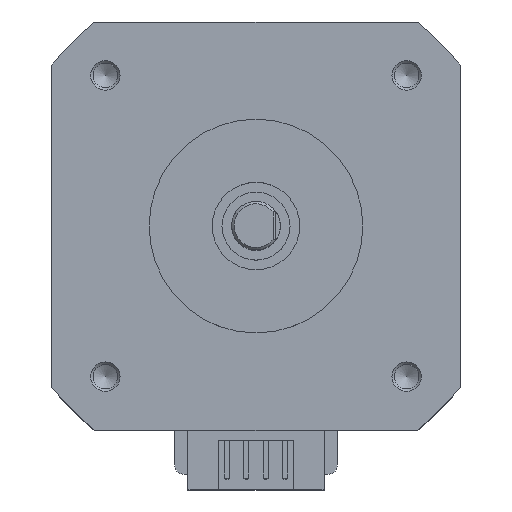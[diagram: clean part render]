
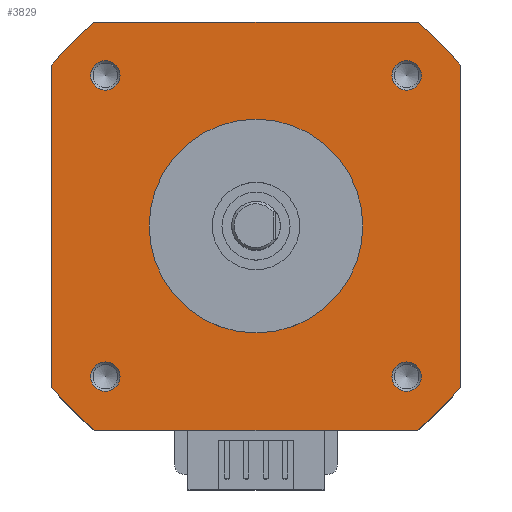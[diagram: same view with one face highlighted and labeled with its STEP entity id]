
A CAD part, top view. The second image highlights one B-rep face of the part: STEP entity #3829.
In plain terms, the highlighted planar face has unit normal (0, 0, 1).
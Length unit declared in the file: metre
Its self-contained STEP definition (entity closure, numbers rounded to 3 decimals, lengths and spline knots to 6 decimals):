
#247=LINE('',#6070,#622);
#262=LINE('',#6107,#637);
#273=LINE('',#6133,#648);
#435=LINE('',#6874,#810);
#622=VECTOR('',#5072,1.);
#637=VECTOR('',#5099,1.);
#648=VECTOR('',#5118,1.);
#810=VECTOR('',#5662,1.);
#1576=ORIENTED_EDGE('',*,*,#2335,.F.);
#1577=ORIENTED_EDGE('',*,*,#2331,.F.);
#1578=ORIENTED_EDGE('',*,*,#2069,.T.);
#1579=ORIENTED_EDGE('',*,*,#2329,.F.);
#1580=ORIENTED_EDGE('',*,*,#2333,.F.);
#1581=ORIENTED_EDGE('',*,*,#2025,.T.);
#1582=ORIENTED_EDGE('',*,*,#2067,.T.);
#1583=ORIENTED_EDGE('',*,*,#2056,.T.);
#1584=ORIENTED_EDGE('',*,*,#2053,.T.);
#1585=ORIENTED_EDGE('',*,*,#2043,.T.);
#1586=ORIENTED_EDGE('',*,*,#2040,.T.);
#1587=ORIENTED_EDGE('',*,*,#2336,.T.);
#1588=ORIENTED_EDGE('',*,*,#2037,.T.);
#2025=EDGE_CURVE('',#2538,#2539,#247,.T.);
#2037=EDGE_CURVE('',#2550,#2538,#2887,.T.);
#2040=EDGE_CURVE('',#2552,#2553,#2889,.T.);
#2043=EDGE_CURVE('',#2554,#2552,#262,.T.);
#2053=EDGE_CURVE('',#2563,#2554,#2890,.T.);
#2056=EDGE_CURVE('',#2565,#2563,#273,.T.);
#2067=EDGE_CURVE('',#2539,#2565,#2892,.T.);
#2069=EDGE_CURVE('',#2575,#2575,#2894,.T.);
#2329=EDGE_CURVE('',#2754,#2754,#2955,.T.);
#2331=EDGE_CURVE('',#2756,#2756,#2957,.T.);
#2333=EDGE_CURVE('',#2758,#2758,#2959,.T.);
#2335=EDGE_CURVE('',#2760,#2760,#2961,.T.);
#2336=EDGE_CURVE('',#2553,#2550,#435,.T.);
#2538=VERTEX_POINT('',#6071);
#2539=VERTEX_POINT('',#6072);
#2550=VERTEX_POINT('',#6096);
#2552=VERTEX_POINT('',#6102);
#2553=VERTEX_POINT('',#6103);
#2554=VERTEX_POINT('',#6108);
#2563=VERTEX_POINT('',#6128);
#2565=VERTEX_POINT('',#6134);
#2575=VERTEX_POINT('',#6159);
#2754=VERTEX_POINT('',#6855);
#2756=VERTEX_POINT('',#6861);
#2758=VERTEX_POINT('',#6867);
#2760=VERTEX_POINT('',#6873);
#2887=CIRCLE('',#4754,0.02675);
#2889=CIRCLE('',#4757,0.02675);
#2890=CIRCLE('',#4760,0.02675);
#2892=CIRCLE('',#4764,0.02675);
#2894=CIRCLE('',#4767,0.011);
#2955=CIRCLE('',#4941,0.001515);
#2957=CIRCLE('',#4945,0.001515);
#2959=CIRCLE('',#4949,0.001515);
#2961=CIRCLE('',#4953,0.001515);
#3127=EDGE_LOOP('',(#1576));
#3128=EDGE_LOOP('',(#1577));
#3129=EDGE_LOOP('',(#1578));
#3130=EDGE_LOOP('',(#1579));
#3131=EDGE_LOOP('',(#1580));
#3132=EDGE_LOOP('',(#1581,#1582,#1583,#1584,#1585,#1586,#1587,#1588));
#3405=FACE_BOUND('',#3127,.T.);
#3406=FACE_BOUND('',#3128,.T.);
#3407=FACE_BOUND('',#3129,.T.);
#3408=FACE_BOUND('',#3130,.T.);
#3409=FACE_BOUND('',#3131,.T.);
#3410=FACE_BOUND('',#3132,.T.);
#3615=PLANE('',#4952);
#3829=ADVANCED_FACE('',(#3405,#3406,#3407,#3408,#3409,#3410),#3615,.T.);
#4754=AXIS2_PLACEMENT_3D('',#6095,#5086,#5087);
#4757=AXIS2_PLACEMENT_3D('',#6101,#5093,#5094);
#4760=AXIS2_PLACEMENT_3D('',#6127,#5111,#5112);
#4764=AXIS2_PLACEMENT_3D('',#6155,#5131,#5132);
#4767=AXIS2_PLACEMENT_3D('',#6158,#5137,#5138);
#4941=AXIS2_PLACEMENT_3D('',#6854,#5636,#5637);
#4945=AXIS2_PLACEMENT_3D('',#6860,#5644,#5645);
#4949=AXIS2_PLACEMENT_3D('',#6866,#5652,#5653);
#4952=AXIS2_PLACEMENT_3D('',#6871,#5658,#5659);
#4953=AXIS2_PLACEMENT_3D('',#6872,#5660,#5661);
#5072=DIRECTION('',(0.,1.,0.));
#5086=DIRECTION('',(0.,0.,1.));
#5087=DIRECTION('',(1.,0.,0.));
#5093=DIRECTION('',(0.,0.,1.));
#5094=DIRECTION('',(1.,0.,0.));
#5099=DIRECTION('',(0.,-1.,0.));
#5111=DIRECTION('',(0.,0.,1.));
#5112=DIRECTION('',(1.,0.,0.));
#5118=DIRECTION('',(-1.,0.,0.));
#5131=DIRECTION('',(0.,0.,1.));
#5132=DIRECTION('',(1.,0.,0.));
#5137=DIRECTION('',(0.,0.,-1.));
#5138=DIRECTION('',(1.,0.,0.));
#5636=DIRECTION('',(0.,0.,1.));
#5637=DIRECTION('',(1.,0.,0.));
#5644=DIRECTION('',(0.,0.,1.));
#5645=DIRECTION('',(1.,0.,0.));
#5652=DIRECTION('',(0.,0.,1.));
#5653=DIRECTION('',(1.,0.,0.));
#5658=DIRECTION('',(0.,0.,1.));
#5659=DIRECTION('',(1.,0.,0.));
#5660=DIRECTION('',(0.,0.,1.));
#5661=DIRECTION('',(1.,0.,0.));
#5662=DIRECTION('',(1.,0.,0.));
#6070=CARTESIAN_POINT('',(0.021,-0.021,0.));
#6071=CARTESIAN_POINT('',(0.021,-0.01657,0.));
#6072=CARTESIAN_POINT('',(0.021,0.01657,0.));
#6095=CARTESIAN_POINT('',(0.,0.,0.));
#6096=CARTESIAN_POINT('',(0.01657,-0.021,0.));
#6101=CARTESIAN_POINT('',(0.,0.,0.));
#6102=CARTESIAN_POINT('',(-0.021,-0.01657,0.));
#6103=CARTESIAN_POINT('',(-0.01657,-0.021,0.));
#6107=CARTESIAN_POINT('',(-0.021,0.021,0.));
#6108=CARTESIAN_POINT('',(-0.021,0.01657,0.));
#6127=CARTESIAN_POINT('',(0.,0.,0.));
#6128=CARTESIAN_POINT('',(-0.01657,0.021,0.));
#6133=CARTESIAN_POINT('',(0.021,0.021,0.));
#6134=CARTESIAN_POINT('',(0.01657,0.021,0.));
#6155=CARTESIAN_POINT('',(0.,0.,0.));
#6158=CARTESIAN_POINT('',(0.,0.,0.));
#6159=CARTESIAN_POINT('',(0.011,0.,0.));
#6854=CARTESIAN_POINT('',(-0.0155,-0.0155,0.));
#6855=CARTESIAN_POINT('',(-0.013986,-0.0155,0.));
#6860=CARTESIAN_POINT('',(0.0155,-0.0155,0.));
#6861=CARTESIAN_POINT('',(0.017015,-0.0155,0.));
#6866=CARTESIAN_POINT('',(-0.0155,0.0155,0.));
#6867=CARTESIAN_POINT('',(-0.013986,0.0155,0.));
#6871=CARTESIAN_POINT('',(0.,0.,0.));
#6872=CARTESIAN_POINT('',(0.0155,0.0155,0.));
#6873=CARTESIAN_POINT('',(0.017015,0.0155,0.));
#6874=CARTESIAN_POINT('',(-0.021,-0.021,0.));
